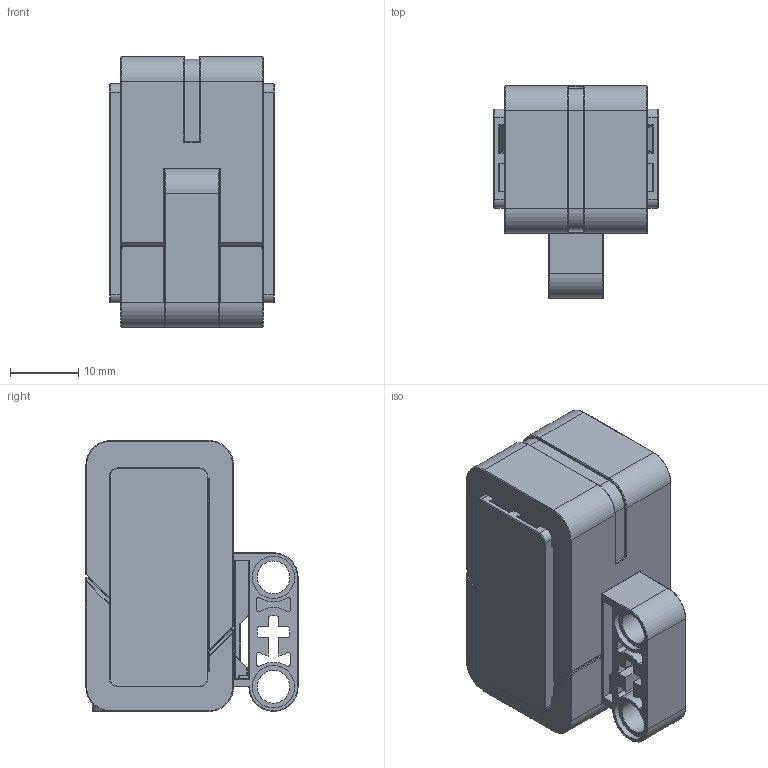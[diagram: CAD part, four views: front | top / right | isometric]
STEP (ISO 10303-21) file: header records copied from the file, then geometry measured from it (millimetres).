
FILE_DESCRIPTION(/* description */ (''),/* implementation_level */ '2;1');
FILE_NAME(/* name */ '99380.stp',/* time_stamp */ '2016-12-08T14:28:32-08:00',/* author */ ('kohfeld'),/* organization */ (''),/* preprocessor_version */ 'ST-DEVELOPER v16.1',/* originating_system */ 'Autodesk Inventor 2016',/* authorisation */ '');
FILE_SCHEMA (('AUTOMOTIVE_DESIGN { 1 0 10303 214 3 1 1 }'));
Length unit declared in the file: millimetre
Products named in the file (5): 99377p01-LtBluishGray; 99397-LtBluishGray; 99376-White; 54732b-LtBluishGray; 99380
Assembly tree (4 placements, depth 2):
  99380
    99377p01-LtBluishGray
    99397-LtBluishGray
    99376-White
    54732b-LtBluishGray
Bounding box: 24 x 31.04 x 39.6 mm (x, y, z)
Volume: 9395 mm3; surface area: 15603.9 mm2
Topology: 4 solids, 4 shells, 1179 faces, 2692 edges, 1519 vertices
Faces by surface type: cylinder 619, plane 325, sphere 175, torus 58, bspline 2
Full cylindrical faces by diameter (mm): 0.58 x12, 4 x1, 4.8 x2, 6.2 x4
Entity records: 32721 total; most frequent: DIRECTION 6103, CARTESIAN_POINT 5679, ORIENTED_EDGE 5342, EDGE_CURVE 2665, AXIS2_PLACEMENT_3D 2281, LINE 1541, VECTOR 1541, VERTEX_POINT 1512
